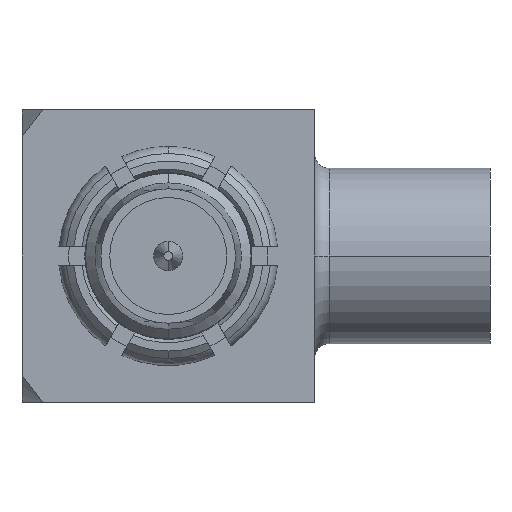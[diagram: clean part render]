
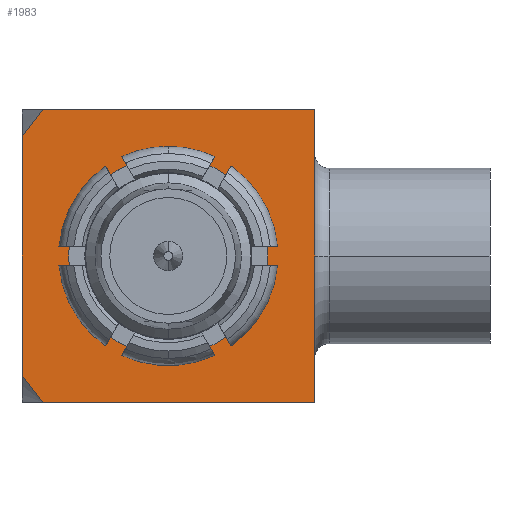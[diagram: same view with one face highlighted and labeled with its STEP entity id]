
A CAD part, left-side view. The second image highlights one B-rep face of the part: STEP entity #1983.
In plain terms, the highlighted planar face has unit normal (-1, 0, 0).
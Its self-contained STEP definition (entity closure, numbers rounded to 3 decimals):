
#63 = VERTEX_POINT ( 'NONE', #1841 ) ;
#66 = VERTEX_POINT ( 'NONE', #1814 ) ;
#91 = VERTEX_POINT ( 'NONE', #1827 ) ;
#94 = VERTEX_POINT ( 'NONE', #1796 ) ;
#139 = VERTEX_POINT ( 'NONE', #1573 ) ;
#140 = VERTEX_POINT ( 'NONE', #1564 ) ;
#160 = VERTEX_POINT ( 'NONE', #1492 ) ;
#671 = LINE ( 'NONE', #1509, #4145 ) ;
#767 = FACE_BOUND ( 'NONE', #1231, .T. ) ;
#768 = FACE_OUTER_BOUND ( 'NONE', #1232, .T. ) ;
#838 = LINE ( 'NONE', #2514, #3639 ) ;
#839 = LINE ( 'NONE', #2526, #3642 ) ;
#840 = LINE ( 'NONE', #2528, #3644 ) ;
#977 = ORIENTED_EDGE ( 'NONE', *, *, #2110, .F. ) ;
#978 = ORIENTED_EDGE ( 'NONE', *, *, #2111, .T. ) ;
#979 = ORIENTED_EDGE ( 'NONE', *, *, #2108, .T. ) ;
#980 = ORIENTED_EDGE ( 'NONE', *, *, #1905, .T. ) ;
#982 = ORIENTED_EDGE ( 'NONE', *, *, #2107, .T. ) ;
#983 = ORIENTED_EDGE ( 'NONE', *, *, #2105, .F. ) ;
#984 = ORIENTED_EDGE ( 'NONE', *, *, #2072, .T. ) ;
#987 = ORIENTED_EDGE ( 'NONE', *, *, #2109, .T. ) ;
#1231 = EDGE_LOOP ( 'NONE', ( #982, #984 ) ) ;
#1232 = EDGE_LOOP ( 'NONE', ( #987, #978, #977, #979, #983, #980 ) ) ;
#1372 = VERTEX_POINT ( 'NONE', #1681 ) ;
#1492 = CARTESIAN_POINT ( 'NONE',  ( -1.85, -2.5, 0. ) ) ;
#1508 = DIRECTION ( 'NONE',  ( 0., 0., 1. ) ) ;
#1509 = CARTESIAN_POINT ( 'NONE',  ( -1.85, -2.5, -2.5 ) ) ;
#1564 = CARTESIAN_POINT ( 'NONE',  ( -1.85, -2.5, -5. ) ) ;
#1573 = CARTESIAN_POINT ( 'NONE',  ( -1.85, 2.14, -5. ) ) ;
#1681 = CARTESIAN_POINT ( 'NONE',  ( -1.85, 0., -4.2 ) ) ;
#1796 = CARTESIAN_POINT ( 'NONE',  ( -1.85, 2.5, -0.465 ) ) ;
#1814 = CARTESIAN_POINT ( 'NONE',  ( -1.85, 0., -0.8 ) ) ;
#1827 = CARTESIAN_POINT ( 'NONE',  ( -1.85, 2.14, 0. ) ) ;
#1841 = CARTESIAN_POINT ( 'NONE',  ( -1.85, 2.5, -4.535 ) ) ;
#1905 = EDGE_CURVE ( 'NONE', #140, #160, #671, .T. ) ;
#1983 = ADVANCED_FACE ( 'NONE', ( #767, #768 ), #2165, .T. ) ;
#2072 = EDGE_CURVE ( 'NONE', #1372, #66, #3581, .T. ) ;
#2105 = EDGE_CURVE ( 'NONE', #140, #139, #838, .T. ) ;
#2107 = EDGE_CURVE ( 'NONE', #66, #1372, #3607, .T. ) ;
#2108 = EDGE_CURVE ( 'NONE', #63, #139, #3161, .T. ) ;
#2109 = EDGE_CURVE ( 'NONE', #160, #91, #839, .T. ) ;
#2110 = EDGE_CURVE ( 'NONE', #63, #94, #840, .T. ) ;
#2111 = EDGE_CURVE ( 'NONE', #91, #94, #3162, .T. ) ;
#2165 = PLANE ( 'NONE',  #3937 ) ;
#2166 = CARTESIAN_POINT ( 'NONE',  ( -1.85, -5.5, -5. ) ) ;
#2167 = DIRECTION ( 'NONE',  ( -1., 0., 0. ) ) ;
#2168 = DIRECTION ( 'NONE',  ( 0., -1., 0. ) ) ;
#2430 = CARTESIAN_POINT ( 'NONE',  ( -1.85, 0., -2.5 ) ) ;
#2431 = DIRECTION ( 'NONE',  ( 1., 0., 0. ) ) ;
#2432 = DIRECTION ( 'NONE',  ( 0., -1., 0. ) ) ;
#2514 = CARTESIAN_POINT ( 'NONE',  ( -1.85, -5.5, -5. ) ) ;
#2515 = DIRECTION ( 'NONE',  ( 0., 1., 0. ) ) ;
#2519 = CARTESIAN_POINT ( 'NONE',  ( -1.85, 0., -2.5 ) ) ;
#2520 = DIRECTION ( 'NONE',  ( 1., 0., 0. ) ) ;
#2521 = DIRECTION ( 'NONE',  ( 0., -1., 0. ) ) ;
#2522 = CARTESIAN_POINT ( 'NONE',  ( -1.85, 2.5, -4.535 ) ) ;
#2523 = CARTESIAN_POINT ( 'NONE',  ( -1.85, 2.384, -4.692 ) ) ;
#2524 = CARTESIAN_POINT ( 'NONE',  ( -1.85, 2.263, -4.847 ) ) ;
#2525 = CARTESIAN_POINT ( 'NONE',  ( -1.85, 2.14, -5. ) ) ;
#2526 = CARTESIAN_POINT ( 'NONE',  ( -1.85, -5.5, 0. ) ) ;
#2527 = DIRECTION ( 'NONE',  ( 0., 1., 0. ) ) ;
#2528 = CARTESIAN_POINT ( 'NONE',  ( -1.85, 2.5, -5. ) ) ;
#2529 = DIRECTION ( 'NONE',  ( 0., 0., 1. ) ) ;
#2530 = CARTESIAN_POINT ( 'NONE',  ( -1.85, 2.14, 0. ) ) ;
#2531 = CARTESIAN_POINT ( 'NONE',  ( -1.85, 2.263, -0.153 ) ) ;
#2532 = CARTESIAN_POINT ( 'NONE',  ( -1.85, 2.383, -0.308 ) ) ;
#2533 = CARTESIAN_POINT ( 'NONE',  ( -1.85, 2.5, -0.465 ) ) ;
#3161 = B_SPLINE_CURVE_WITH_KNOTS ( 'NONE', 3,
 ( #2522, #2523, #2524, #2525 ),
 .UNSPECIFIED., .F., .F.,
 ( 4, 4 ),
 ( 0.009, 0.01 ),
 .UNSPECIFIED. ) ;
#3162 = B_SPLINE_CURVE_WITH_KNOTS ( 'NONE', 3,
 ( #2530, #2531, #2532, #2533 ),
 .UNSPECIFIED., .F., .F.,
 ( 4, 4 ),
 ( 0.004, 0.005 ),
 .UNSPECIFIED. ) ;
#3581 = CIRCLE ( 'NONE', #3588, 1.7 ) ;
#3588 = AXIS2_PLACEMENT_3D ( 'NONE', #2430, #2431, #2432 ) ;
#3607 = CIRCLE ( 'NONE', #3641, 1.7 ) ;
#3639 = VECTOR ( 'NONE', #2515, 1000. ) ;
#3641 = AXIS2_PLACEMENT_3D ( 'NONE', #2519, #2520, #2521 ) ;
#3642 = VECTOR ( 'NONE', #2527, 1000. ) ;
#3644 = VECTOR ( 'NONE', #2529, 1000. ) ;
#3937 = AXIS2_PLACEMENT_3D ( 'NONE', #2166, #2167, #2168 ) ;
#4145 = VECTOR ( 'NONE', #1508, 1000. ) ;
